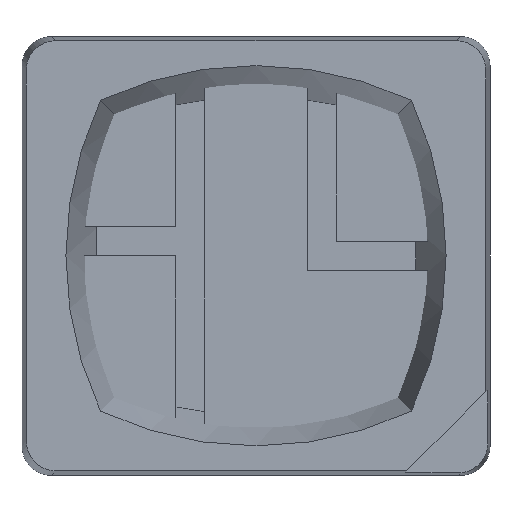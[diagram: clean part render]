
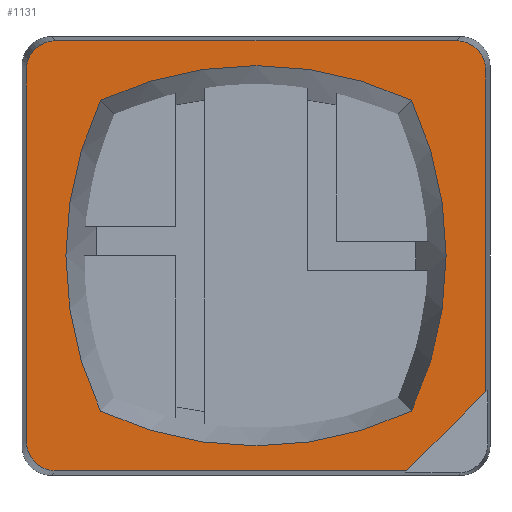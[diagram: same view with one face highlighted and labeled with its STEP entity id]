
A CAD part, top view. The second image highlights one B-rep face of the part: STEP entity #1131.
In plain terms, the highlighted planar face has unit normal (0, 0, 1).
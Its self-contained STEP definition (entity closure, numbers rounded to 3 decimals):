
#747 = VERTEX_POINT('',#748);
#748 = CARTESIAN_POINT('',(-0.685,-0.735,1.));
#754 = EDGE_CURVE('',#747,#755,#757,.T.);
#755 = VERTEX_POINT('',#756);
#756 = CARTESIAN_POINT('',(0.515,-0.735,1.));
#757 = LINE('',#758,#759);
#758 = CARTESIAN_POINT('',(-0.8,-0.735,1.));
#759 = VECTOR('',#760,1.);
#760 = DIRECTION('',(1.,0.,0.));
#937 = VERTEX_POINT('',#938);
#938 = CARTESIAN_POINT('',(0.785,0.635,1.));
#944 = EDGE_CURVE('',#945,#937,#947,.T.);
#945 = VERTEX_POINT('',#946);
#946 = CARTESIAN_POINT('',(0.685,0.735,1.));
#947 = ELLIPSE('',#948,0.1,0.1);
#948 = AXIS2_PLACEMENT_3D('',#949,#950,#951);
#949 = CARTESIAN_POINT('',(0.685,0.635,1.));
#950 = DIRECTION('',(-0.,0.,-1.));
#951 = DIRECTION('',(-0.707,-0.707,0.));
#978 = VERTEX_POINT('',#979);
#979 = CARTESIAN_POINT('',(0.785,-0.465,1.));
#985 = EDGE_CURVE('',#978,#937,#986,.T.);
#986 = LINE('',#987,#988);
#987 = CARTESIAN_POINT('',(0.785,-0.75,1.));
#988 = VECTOR('',#989,1.);
#989 = DIRECTION('',(0.,1.,0.));
#1028 = EDGE_CURVE('',#1029,#747,#1031,.T.);
#1029 = VERTEX_POINT('',#1030);
#1030 = CARTESIAN_POINT('',(-0.785,-0.635,1.));
#1031 = ELLIPSE('',#1032,0.1,0.1);
#1032 = AXIS2_PLACEMENT_3D('',#1033,#1034,#1035);
#1033 = CARTESIAN_POINT('',(-0.685,-0.635,1.));
#1034 = DIRECTION('',(0.,-0.,1.));
#1035 = DIRECTION('',(0.707,0.707,0.));
#1053 = VERTEX_POINT('',#1054);
#1054 = CARTESIAN_POINT('',(-0.685,0.735,1.));
#1060 = EDGE_CURVE('',#1053,#1061,#1063,.T.);
#1061 = VERTEX_POINT('',#1062);
#1062 = CARTESIAN_POINT('',(-0.785,0.635,1.));
#1063 = ELLIPSE('',#1064,0.1,0.1);
#1064 = AXIS2_PLACEMENT_3D('',#1065,#1066,#1067);
#1065 = CARTESIAN_POINT('',(-0.685,0.635,1.));
#1066 = DIRECTION('',(0.,0.,1.));
#1067 = DIRECTION('',(-0.707,0.707,0.));
#1084 = EDGE_CURVE('',#1029,#1061,#1085,.T.);
#1085 = LINE('',#1086,#1087);
#1086 = CARTESIAN_POINT('',(-0.785,-0.75,1.));
#1087 = VECTOR('',#1088,1.);
#1088 = DIRECTION('',(0.,1.,0.));
#1118 = EDGE_CURVE('',#978,#755,#1119,.T.);
#1119 = LINE('',#1120,#1121);
#1120 = CARTESIAN_POINT('',(0.8,-0.45,1.));
#1121 = VECTOR('',#1122,1.);
#1122 = DIRECTION('',(-0.707,-0.707,0.));
#1131 = ADVANCED_FACE('',(#1132,#1147),#1185,.F.);
#1132 = FACE_BOUND('',#1133,.F.);
#1133 = EDGE_LOOP('',(#1134,#1135,#1136,#1137,#1138,#1144,#1145,#1146));
#1134 = ORIENTED_EDGE('',*,*,#754,.F.);
#1135 = ORIENTED_EDGE('',*,*,#1028,.F.);
#1136 = ORIENTED_EDGE('',*,*,#1084,.T.);
#1137 = ORIENTED_EDGE('',*,*,#1060,.F.);
#1138 = ORIENTED_EDGE('',*,*,#1139,.T.);
#1139 = EDGE_CURVE('',#1053,#945,#1140,.T.);
#1140 = LINE('',#1141,#1142);
#1141 = CARTESIAN_POINT('',(-0.8,0.735,1.));
#1142 = VECTOR('',#1143,1.);
#1143 = DIRECTION('',(1.,0.,0.));
#1144 = ORIENTED_EDGE('',*,*,#944,.T.);
#1145 = ORIENTED_EDGE('',*,*,#985,.F.);
#1146 = ORIENTED_EDGE('',*,*,#1118,.T.);
#1147 = FACE_BOUND('',#1148,.F.);
#1148 = EDGE_LOOP('',(#1149,#1160,#1169,#1178));
#1149 = ORIENTED_EDGE('',*,*,#1150,.T.);
#1150 = EDGE_CURVE('',#1151,#1153,#1155,.T.);
#1151 = VERTEX_POINT('',#1152);
#1152 = CARTESIAN_POINT('',(-0.531,-0.531,1.));
#1153 = VERTEX_POINT('',#1154);
#1154 = CARTESIAN_POINT('',(0.531,-0.531,1.));
#1155 = CIRCLE('',#1156,1.25);
#1156 = AXIS2_PLACEMENT_3D('',#1157,#1158,#1159);
#1157 = CARTESIAN_POINT('',(0.,0.6,1.));
#1158 = DIRECTION('',(0.,0.,1.));
#1159 = DIRECTION('',(1.,0.,0.));
#1160 = ORIENTED_EDGE('',*,*,#1161,.T.);
#1161 = EDGE_CURVE('',#1153,#1162,#1164,.T.);
#1162 = VERTEX_POINT('',#1163);
#1163 = CARTESIAN_POINT('',(0.531,0.531,1.));
#1164 = CIRCLE('',#1165,1.25);
#1165 = AXIS2_PLACEMENT_3D('',#1166,#1167,#1168);
#1166 = CARTESIAN_POINT('',(-0.6,0.,1.));
#1167 = DIRECTION('',(0.,0.,1.));
#1168 = DIRECTION('',(1.,0.,0.));
#1169 = ORIENTED_EDGE('',*,*,#1170,.T.);
#1170 = EDGE_CURVE('',#1162,#1171,#1173,.T.);
#1171 = VERTEX_POINT('',#1172);
#1172 = CARTESIAN_POINT('',(-0.531,0.531,1.));
#1173 = CIRCLE('',#1174,1.25);
#1174 = AXIS2_PLACEMENT_3D('',#1175,#1176,#1177);
#1175 = CARTESIAN_POINT('',(0.,-0.6,1.));
#1176 = DIRECTION('',(0.,0.,1.));
#1177 = DIRECTION('',(1.,0.,0.));
#1178 = ORIENTED_EDGE('',*,*,#1179,.T.);
#1179 = EDGE_CURVE('',#1171,#1151,#1180,.T.);
#1180 = CIRCLE('',#1181,1.25);
#1181 = AXIS2_PLACEMENT_3D('',#1182,#1183,#1184);
#1182 = CARTESIAN_POINT('',(0.6,0.,1.));
#1183 = DIRECTION('',(0.,0.,1.));
#1184 = DIRECTION('',(1.,0.,0.));
#1185 = PLANE('',#1186);
#1186 = AXIS2_PLACEMENT_3D('',#1187,#1188,#1189);
#1187 = CARTESIAN_POINT('',(0.,0.,1.));
#1188 = DIRECTION('',(-0.,-0.,-1.));
#1189 = DIRECTION('',(-1.,0.,0.));
